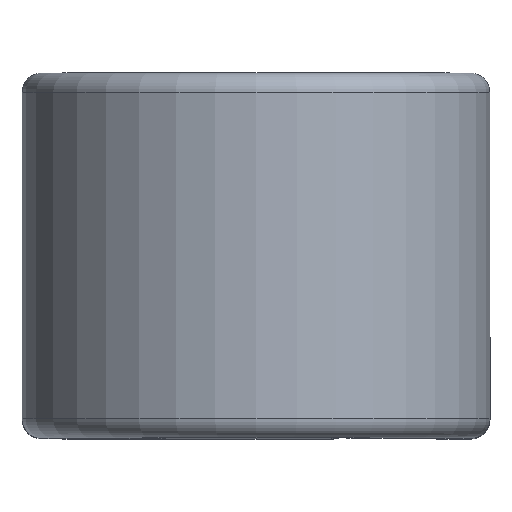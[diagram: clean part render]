
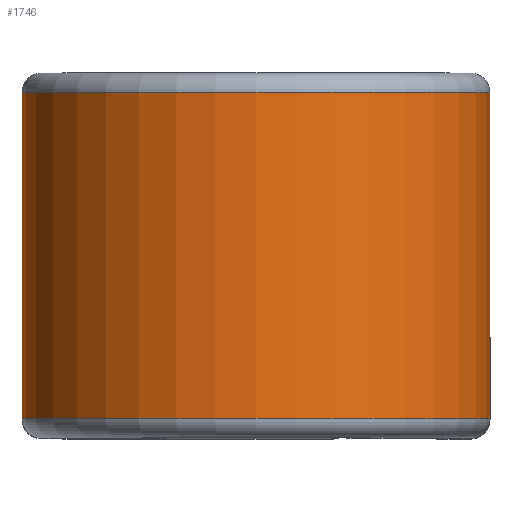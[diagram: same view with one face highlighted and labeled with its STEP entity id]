
A CAD part, top view. The second image highlights one B-rep face of the part: STEP entity #1746.
In plain terms, the highlighted cylindrical face has radius 9.157 mm (diameter 18.313 mm), a partial arc.
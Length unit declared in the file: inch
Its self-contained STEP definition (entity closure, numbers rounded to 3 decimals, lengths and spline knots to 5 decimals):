
#120 = DIRECTION ( 'NONE',  ( 0., -1., 0. ) ) ;
#273 = CYLINDRICAL_SURFACE ( 'NONE', #1163, 0.3605 ) ;
#297 = DIRECTION ( 'NONE',  ( 0., 1., 0. ) ) ;
#300 = CIRCLE ( 'NONE', #813, 0.3605 ) ;
#351 = LINE ( 'NONE', #2335, #1507 ) ;
#356 = AXIS2_PLACEMENT_3D ( 'NONE', #2020, #633, #2245 ) ;
#405 = VERTEX_POINT ( 'NONE', #630 ) ;
#410 = CARTESIAN_POINT ( 'NONE',  ( -0.3605, 0.25125, 0.5 ) ) ;
#470 = EDGE_CURVE ( 'NONE', #1357, #947, #351, .T. ) ;
#630 = CARTESIAN_POINT ( 'NONE',  ( 0.3605, 0.25125, 0.5 ) ) ;
#633 = DIRECTION ( 'NONE',  ( 0., -1., 0. ) ) ;
#650 = ORIENTED_EDGE ( 'NONE', *, *, #825, .T. ) ;
#658 = FACE_OUTER_BOUND ( 'NONE', #2352, .T. ) ;
#813 = AXIS2_PLACEMENT_3D ( 'NONE', #1522, #120, #1760 ) ;
#825 = EDGE_CURVE ( 'NONE', #405, #947, #300, .T. ) ;
#947 = VERTEX_POINT ( 'NONE', #410 ) ;
#994 = CARTESIAN_POINT ( 'NONE',  ( -0.3605, -0.25125, 0.5 ) ) ;
#1163 = AXIS2_PLACEMENT_3D ( 'NONE', #2280, #1589, #2289 ) ;
#1357 = VERTEX_POINT ( 'NONE', #994 ) ;
#1415 = DIRECTION ( 'NONE',  ( 0., 1., 0. ) ) ;
#1507 = VECTOR ( 'NONE', #1415, 39.37008 ) ;
#1522 = CARTESIAN_POINT ( 'NONE',  ( 0., 0.25125, 0.5 ) ) ;
#1532 = CARTESIAN_POINT ( 'NONE',  ( 0.3605, -0.25125, 0.5 ) ) ;
#1589 = DIRECTION ( 'NONE',  ( 0., -1., 0. ) ) ;
#1691 = CARTESIAN_POINT ( 'NONE',  ( 0.3605, 0.25125, 0.5 ) ) ;
#1746 = ADVANCED_FACE ( 'NONE', ( #658 ), #273, .T. ) ;
#1760 = DIRECTION ( 'NONE',  ( 0., 0., -1. ) ) ;
#2020 = CARTESIAN_POINT ( 'NONE',  ( 0., -0.25125, 0.5 ) ) ;
#2077 = VECTOR ( 'NONE', #297, 39.37008 ) ;
#2245 = DIRECTION ( 'NONE',  ( 0., 0., -1. ) ) ;
#2280 = CARTESIAN_POINT ( 'NONE',  ( 0., 0.25, 0.5 ) ) ;
#2289 = DIRECTION ( 'NONE',  ( 0., 0., -1. ) ) ;
#2335 = CARTESIAN_POINT ( 'NONE',  ( -0.3605, 0.25125, 0.5 ) ) ;
#2352 = EDGE_LOOP ( 'NONE', ( #2818, #650, #2540, #2480 ) ) ;
#2480 = ORIENTED_EDGE ( 'NONE', *, *, #2816, .F. ) ;
#2540 = ORIENTED_EDGE ( 'NONE', *, *, #470, .F. ) ;
#2571 = EDGE_CURVE ( 'NONE', #2798, #405, #2594, .T. ) ;
#2594 = LINE ( 'NONE', #1691, #2077 ) ;
#2692 = CIRCLE ( 'NONE', #356, 0.3605 ) ;
#2798 = VERTEX_POINT ( 'NONE', #1532 ) ;
#2816 = EDGE_CURVE ( 'NONE', #2798, #1357, #2692, .T. ) ;
#2818 = ORIENTED_EDGE ( 'NONE', *, *, #2571, .T. ) ;
